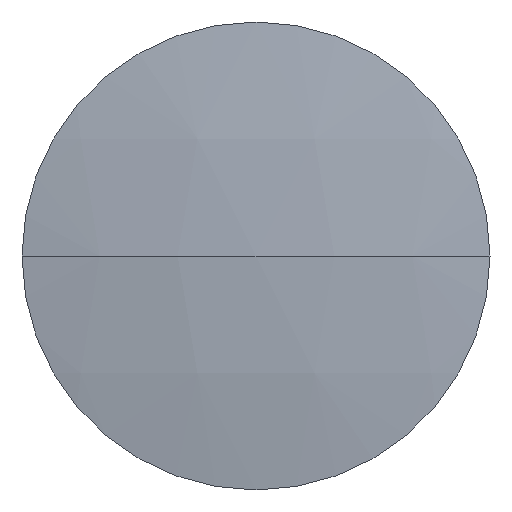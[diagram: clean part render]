
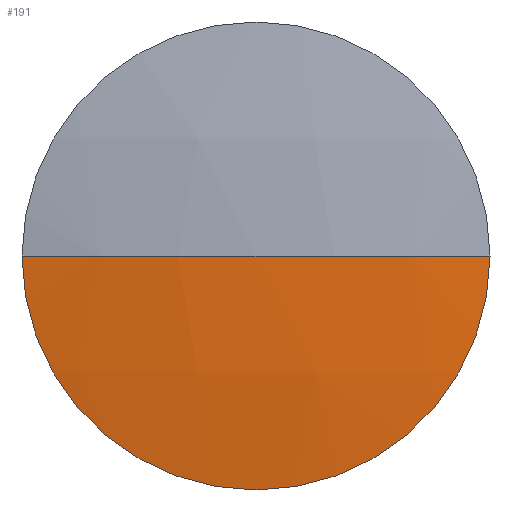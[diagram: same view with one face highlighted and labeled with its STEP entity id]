
A CAD part, left-side view. The second image highlights one B-rep face of the part: STEP entity #191.
In plain terms, the highlighted spherical face has radius 40.575 mm.
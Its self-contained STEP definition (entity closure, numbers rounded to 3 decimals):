
#17 = VERTEX_POINT ( 'NONE', #260 ) ;
#26 = ORIENTED_EDGE ( 'NONE', *, *, #253, .T. ) ;
#30 = AXIS2_PLACEMENT_3D ( 'NONE', #52, #317, #339 ) ;
#39 = CIRCLE ( 'NONE', #69, 40.575 ) ;
#49 = DIRECTION ( 'NONE',  ( -1., 0., 0. ) ) ;
#52 = CARTESIAN_POINT ( 'NONE',  ( 42.229, 24.308, 0. ) ) ;
#53 = DIRECTION ( 'NONE',  ( 0., 0., -1. ) ) ;
#59 = VERTEX_POINT ( 'NONE', #125 ) ;
#69 = AXIS2_PLACEMENT_3D ( 'NONE', #297, #53, #177 ) ;
#86 = AXIS2_PLACEMENT_3D ( 'NONE', #239, #49, #182 ) ;
#89 = EDGE_LOOP ( 'NONE', ( #344, #26, #257, #171 ) ) ;
#125 = CARTESIAN_POINT ( 'NONE',  ( 41.729, 24.308, 0. ) ) ;
#129 = CARTESIAN_POINT ( 'NONE',  ( 82.305, 24.308, 0. ) ) ;
#130 = CIRCLE ( 'NONE', #86, 6.35 ) ;
#143 = AXIS2_PLACEMENT_3D ( 'NONE', #129, #209, #179 ) ;
#159 = VERTEX_POINT ( 'NONE', #293 ) ;
#171 = ORIENTED_EDGE ( 'NONE', *, *, #199, .F. ) ;
#177 = DIRECTION ( 'NONE',  ( 0., 1., 0. ) ) ;
#179 = DIRECTION ( 'NONE',  ( 1., 0., 0. ) ) ;
#180 = DIRECTION ( 'NONE',  ( 0., 1., 0. ) ) ;
#182 = DIRECTION ( 'NONE',  ( 0., 0., 1. ) ) ;
#190 = CIRCLE ( 'NONE', #143, 40.575 ) ;
#191 = ADVANCED_FACE ( 'NONE', ( #284 ), #247, .T. ) ;
#199 = EDGE_CURVE ( 'NONE', #17, #59, #190, .T. ) ;
#208 = CIRCLE ( 'NONE', #30, 6.35 ) ;
#209 = DIRECTION ( 'NONE',  ( 0., 0., 1. ) ) ;
#231 = EDGE_CURVE ( 'NONE', #17, #159, #208, .T. ) ;
#239 = CARTESIAN_POINT ( 'NONE',  ( 42.229, 24.308, 0. ) ) ;
#247 = SPHERICAL_SURFACE ( 'NONE', #329, 40.575 ) ;
#253 = EDGE_CURVE ( 'NONE', #159, #261, #130, .T. ) ;
#257 = ORIENTED_EDGE ( 'NONE', *, *, #311, .T. ) ;
#260 = CARTESIAN_POINT ( 'NONE',  ( 42.229, 30.658, 0. ) ) ;
#261 = VERTEX_POINT ( 'NONE', #263 ) ;
#263 = CARTESIAN_POINT ( 'NONE',  ( 42.229, 17.958, 0. ) ) ;
#267 = DIRECTION ( 'NONE',  ( 0., 0., -1. ) ) ;
#284 = FACE_OUTER_BOUND ( 'NONE', #89, .T. ) ;
#293 = CARTESIAN_POINT ( 'NONE',  ( 42.229, 24.308, -6.35 ) ) ;
#297 = CARTESIAN_POINT ( 'NONE',  ( 82.305, 24.308, 0. ) ) ;
#299 = CARTESIAN_POINT ( 'NONE',  ( 82.305, 24.308, 0. ) ) ;
#311 = EDGE_CURVE ( 'NONE', #261, #59, #39, .T. ) ;
#317 = DIRECTION ( 'NONE',  ( -1., 0., 0. ) ) ;
#329 = AXIS2_PLACEMENT_3D ( 'NONE', #299, #267, #180 ) ;
#339 = DIRECTION ( 'NONE',  ( 0., 0., 1. ) ) ;
#344 = ORIENTED_EDGE ( 'NONE', *, *, #231, .T. ) ;
